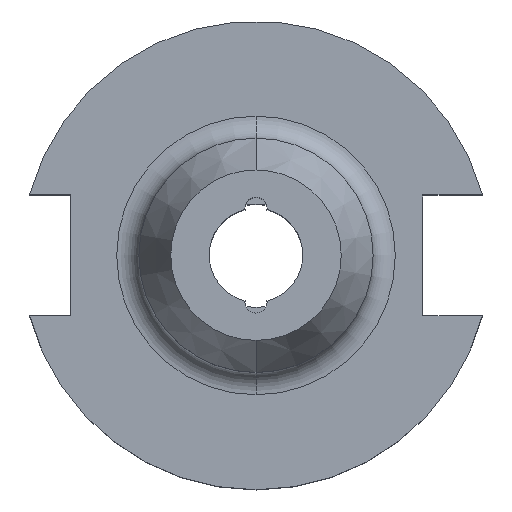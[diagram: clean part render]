
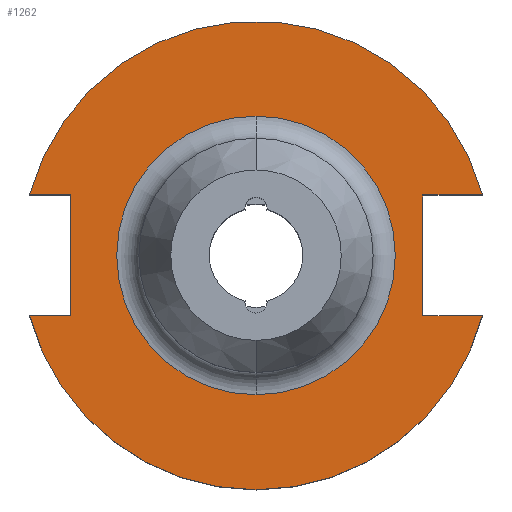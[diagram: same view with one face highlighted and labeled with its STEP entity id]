
A CAD part, top view. The second image highlights one B-rep face of the part: STEP entity #1262.
In plain terms, the highlighted planar face has unit normal (0, 0, 1).
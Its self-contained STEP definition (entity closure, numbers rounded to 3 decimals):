
#8 = DIRECTION ( 'NONE',  ( 0., -1., 0. ) ) ;
#40 = CARTESIAN_POINT ( 'NONE',  ( 0., 8.191, 19.05 ) ) ;
#57 = CARTESIAN_POINT ( 'NONE',  ( 0., 0., 19.05 ) ) ;
#79 = CARTESIAN_POINT ( 'NONE',  ( -30.675, -8.191, 19.05 ) ) ;
#89 = DIRECTION ( 'NONE',  ( 0., 0., 1. ) ) ;
#113 = DIRECTION ( 'NONE',  ( 0., 1., 0. ) ) ;
#120 = CIRCLE ( 'NONE', #545, 31.75 ) ;
#151 = CARTESIAN_POINT ( 'NONE',  ( 0., -18.875, 19.05 ) ) ;
#159 = AXIS2_PLACEMENT_3D ( 'NONE', #370, #89, #383 ) ;
#169 = VERTEX_POINT ( 'NONE', #1336 ) ;
#185 = LINE ( 'NONE', #846, #1234 ) ;
#188 = ORIENTED_EDGE ( 'NONE', *, *, #727, .F. ) ;
#210 = DIRECTION ( 'NONE',  ( 1., 0., 0. ) ) ;
#240 = DIRECTION ( 'NONE',  ( 0., 0., -1. ) ) ;
#243 = EDGE_CURVE ( 'NONE', #612, #1743, #1662, .T. ) ;
#255 = EDGE_CURVE ( 'NONE', #1411, #1767, #1570, .T. ) ;
#276 = CARTESIAN_POINT ( 'NONE',  ( 0., 0., 19.05 ) ) ;
#281 = LINE ( 'NONE', #1334, #1167 ) ;
#297 = CIRCLE ( 'NONE', #953, 31.75 ) ;
#302 = DIRECTION ( 'NONE',  ( 1., 0., 0. ) ) ;
#329 = DIRECTION ( 'NONE',  ( 0., 1., 0. ) ) ;
#341 = CARTESIAN_POINT ( 'NONE',  ( 0., 18.875, 19.05 ) ) ;
#370 = CARTESIAN_POINT ( 'NONE',  ( 0., 0., 19.05 ) ) ;
#383 = DIRECTION ( 'NONE',  ( 0., -1., 0. ) ) ;
#397 = ORIENTED_EDGE ( 'NONE', *, *, #708, .T. ) ;
#403 = ORIENTED_EDGE ( 'NONE', *, *, #442, .T. ) ;
#442 = EDGE_CURVE ( 'NONE', #608, #1330, #811, .T. ) ;
#450 = VECTOR ( 'NONE', #8, 1000. ) ;
#508 = ORIENTED_EDGE ( 'NONE', *, *, #1804, .T. ) ;
#545 = AXIS2_PLACEMENT_3D ( 'NONE', #276, #1269, #1010 ) ;
#608 = VERTEX_POINT ( 'NONE', #1630 ) ;
#612 = VERTEX_POINT ( 'NONE', #151 ) ;
#651 = DIRECTION ( 'NONE',  ( 0., 0., 1. ) ) ;
#654 = LINE ( 'NONE', #1605, #450 ) ;
#658 = AXIS2_PLACEMENT_3D ( 'NONE', #57, #1200, #329 ) ;
#666 = DIRECTION ( 'NONE',  ( 0., 0., -1. ) ) ;
#668 = VERTEX_POINT ( 'NONE', #1890 ) ;
#708 = EDGE_CURVE ( 'NONE', #1330, #1074, #654, .T. ) ;
#709 = ORIENTED_EDGE ( 'NONE', *, *, #1073, .T. ) ;
#722 = VECTOR ( 'NONE', #1046, 1000. ) ;
#727 = EDGE_CURVE ( 'NONE', #668, #169, #281, .T. ) ;
#762 = VECTOR ( 'NONE', #1576, 1000. ) ;
#772 = ORIENTED_EDGE ( 'NONE', *, *, #1089, .F. ) ;
#785 = CIRCLE ( 'NONE', #1029, 18.875 ) ;
#811 = LINE ( 'NONE', #814, #762 ) ;
#814 = CARTESIAN_POINT ( 'NONE',  ( -61.091, 8.191, 19.05 ) ) ;
#816 = PLANE ( 'NONE',  #1123 ) ;
#846 = CARTESIAN_POINT ( 'NONE',  ( 22.606, 15.875, 19.05 ) ) ;
#930 = CARTESIAN_POINT ( 'NONE',  ( 0., -31.75, 19.05 ) ) ;
#934 = CARTESIAN_POINT ( 'NONE',  ( 0., 0., 19.05 ) ) ;
#949 = VECTOR ( 'NONE', #302, 1000. ) ;
#953 = AXIS2_PLACEMENT_3D ( 'NONE', #1868, #651, #972 ) ;
#972 = DIRECTION ( 'NONE',  ( 0., -1., 0. ) ) ;
#982 = ORIENTED_EDGE ( 'NONE', *, *, #993, .T. ) ;
#993 = EDGE_CURVE ( 'NONE', #668, #1767, #185, .T. ) ;
#1010 = DIRECTION ( 'NONE',  ( 0., -1., 0. ) ) ;
#1028 = ORIENTED_EDGE ( 'NONE', *, *, #1584, .T. ) ;
#1029 = AXIS2_PLACEMENT_3D ( 'NONE', #934, #240, #1824 ) ;
#1046 = DIRECTION ( 'NONE',  ( -1., 0., 0. ) ) ;
#1064 = FACE_OUTER_BOUND ( 'NONE', #1266, .T. ) ;
#1073 = EDGE_CURVE ( 'NONE', #1411, #608, #120, .T. ) ;
#1074 = VERTEX_POINT ( 'NONE', #1264 ) ;
#1088 = FACE_BOUND ( 'NONE', #1361, .T. ) ;
#1089 = EDGE_CURVE ( 'NONE', #1793, #1074, #1825, .T. ) ;
#1123 = AXIS2_PLACEMENT_3D ( 'NONE', #1845, #666, #113 ) ;
#1155 = CARTESIAN_POINT ( 'NONE',  ( -61.091, -8.191, 19.05 ) ) ;
#1167 = VECTOR ( 'NONE', #210, 1000. ) ;
#1200 = DIRECTION ( 'NONE',  ( 0., 0., -1. ) ) ;
#1234 = VECTOR ( 'NONE', #1863, 1000. ) ;
#1262 = ADVANCED_FACE ( 'NONE', ( #1088, #1064 ), #816, .F. ) ;
#1264 = CARTESIAN_POINT ( 'NONE',  ( -25.091, -8.191, 19.05 ) ) ;
#1266 = EDGE_LOOP ( 'NONE', ( #397, #772, #508, #1028, #188, #982, #1699, #709, #403 ) ) ;
#1269 = DIRECTION ( 'NONE',  ( 0., 0., 1. ) ) ;
#1330 = VERTEX_POINT ( 'NONE', #1582 ) ;
#1334 = CARTESIAN_POINT ( 'NONE',  ( 0., -8.191, 19.05 ) ) ;
#1335 = VERTEX_POINT ( 'NONE', #930 ) ;
#1336 = CARTESIAN_POINT ( 'NONE',  ( 30.675, -8.191, 19.05 ) ) ;
#1361 = EDGE_LOOP ( 'NONE', ( #1429, #1378 ) ) ;
#1378 = ORIENTED_EDGE ( 'NONE', *, *, #243, .T. ) ;
#1411 = VERTEX_POINT ( 'NONE', #1821 ) ;
#1429 = ORIENTED_EDGE ( 'NONE', *, *, #1753, .T. ) ;
#1442 = CIRCLE ( 'NONE', #159, 31.75 ) ;
#1570 = LINE ( 'NONE', #40, #722 ) ;
#1576 = DIRECTION ( 'NONE',  ( 1., 0., 0. ) ) ;
#1582 = CARTESIAN_POINT ( 'NONE',  ( -25.091, 8.191, 19.05 ) ) ;
#1584 = EDGE_CURVE ( 'NONE', #1335, #169, #297, .T. ) ;
#1605 = CARTESIAN_POINT ( 'NONE',  ( -25.091, 8.191, 19.05 ) ) ;
#1630 = CARTESIAN_POINT ( 'NONE',  ( -30.675, 8.191, 19.05 ) ) ;
#1662 = CIRCLE ( 'NONE', #658, 18.875 ) ;
#1699 = ORIENTED_EDGE ( 'NONE', *, *, #255, .F. ) ;
#1743 = VERTEX_POINT ( 'NONE', #341 ) ;
#1753 = EDGE_CURVE ( 'NONE', #1743, #612, #785, .T. ) ;
#1767 = VERTEX_POINT ( 'NONE', #1847 ) ;
#1793 = VERTEX_POINT ( 'NONE', #79 ) ;
#1804 = EDGE_CURVE ( 'NONE', #1793, #1335, #1442, .T. ) ;
#1821 = CARTESIAN_POINT ( 'NONE',  ( 30.675, 8.191, 19.05 ) ) ;
#1824 = DIRECTION ( 'NONE',  ( 0., 1., 0. ) ) ;
#1825 = LINE ( 'NONE', #1155, #949 ) ;
#1845 = CARTESIAN_POINT ( 'NONE',  ( 0., 15.875, 19.05 ) ) ;
#1847 = CARTESIAN_POINT ( 'NONE',  ( 22.606, 8.191, 19.05 ) ) ;
#1863 = DIRECTION ( 'NONE',  ( 0., 1., 0. ) ) ;
#1868 = CARTESIAN_POINT ( 'NONE',  ( 0., 0., 19.05 ) ) ;
#1890 = CARTESIAN_POINT ( 'NONE',  ( 22.606, -8.191, 19.05 ) ) ;
